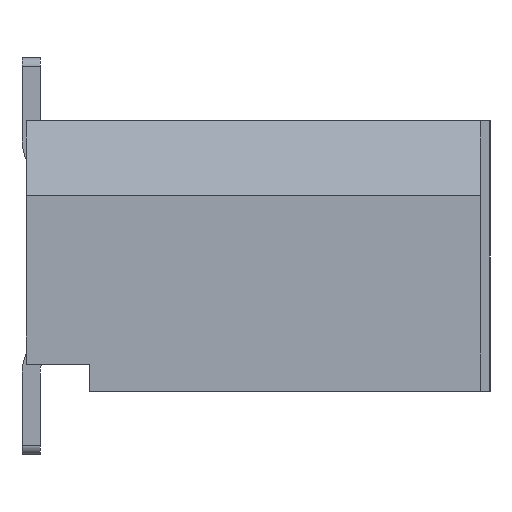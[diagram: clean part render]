
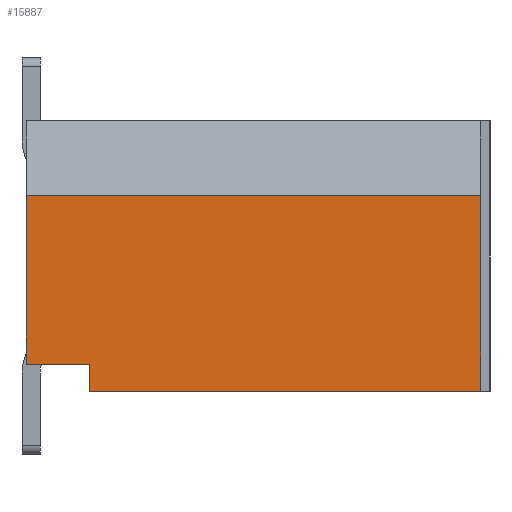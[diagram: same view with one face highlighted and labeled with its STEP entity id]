
A CAD part, left-side view. The second image highlights one B-rep face of the part: STEP entity #15887.
In plain terms, the highlighted planar face has unit normal (-1, 0, 0).
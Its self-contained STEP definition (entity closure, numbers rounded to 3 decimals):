
#2560=ORIENTED_EDGE('',*,*,#5372,.F.);
#2561=ORIENTED_EDGE('',*,*,#6599,.F.);
#2562=ORIENTED_EDGE('',*,*,#5134,.F.);
#2563=ORIENTED_EDGE('',*,*,#6600,.T.);
#2564=ORIENTED_EDGE('',*,*,#6601,.T.);
#2565=ORIENTED_EDGE('',*,*,#6591,.F.);
#5134=EDGE_CURVE('',#7493,#7494,#9069,.T.);
#5372=EDGE_CURVE('',#7727,#7728,#9307,.T.);
#6591=EDGE_CURVE('',#7728,#8567,#10468,.T.);
#6599=EDGE_CURVE('',#7494,#7727,#10476,.T.);
#6600=EDGE_CURVE('',#7493,#8571,#10477,.T.);
#6601=EDGE_CURVE('',#8571,#8567,#10478,.T.);
#7493=VERTEX_POINT('',#21479);
#7494=VERTEX_POINT('',#21480);
#7727=VERTEX_POINT('',#21951);
#7728=VERTEX_POINT('',#21953);
#8567=VERTEX_POINT('',#24247);
#8571=VERTEX_POINT('',#24263);
#9069=LINE('',#21478,#11296);
#9307=LINE('',#21952,#11534);
#10468=LINE('',#24246,#12695);
#10476=LINE('',#24261,#12703);
#10477=LINE('',#24262,#12704);
#10478=LINE('',#24264,#12705);
#11296=VECTOR('',#17406,1000.);
#11534=VECTOR('',#17646,1000.);
#12695=VECTOR('',#19395,1000.);
#12703=VECTOR('',#19409,1000.);
#12704=VECTOR('',#19410,1000.);
#12705=VECTOR('',#19411,1000.);
#13733=EDGE_LOOP('',(#2560,#2561,#2562,#2563,#2564,#2565));
#14474=FACE_BOUND('',#13733,.T.);
#15183=PLANE('',#16739);
#15887=ADVANCED_FACE('',(#14474),#15183,.F.);
#16739=AXIS2_PLACEMENT_3D('',#24260,#19407,#19408);
#17406=DIRECTION('',(0.,0.,-1.));
#17646=DIRECTION('',(0.,0.,1.));
#19395=DIRECTION('',(0.,1.,0.));
#19407=DIRECTION('',(1.,0.,0.));
#19408=DIRECTION('',(0.,0.,-1.));
#19409=DIRECTION('',(0.,1.,0.));
#19410=DIRECTION('',(0.,1.,0.));
#19411=DIRECTION('',(0.,0.,-1.));
#21478=CARTESIAN_POINT('',(-16.5,-2.525,0.672));
#21479=CARTESIAN_POINT('',(-16.5,-2.525,0.672));
#21480=CARTESIAN_POINT('',(-16.5,-2.525,-1.5));
#21951=CARTESIAN_POINT('',(-16.5,1.825,-1.5));
#21952=CARTESIAN_POINT('',(-16.5,1.825,-1.5));
#21953=CARTESIAN_POINT('',(-16.5,1.825,-1.2));
#24246=CARTESIAN_POINT('',(-16.5,1.825,-1.2));
#24247=CARTESIAN_POINT('',(-16.5,2.525,-1.2));
#24260=CARTESIAN_POINT('',(-16.5,-2.525,0.672));
#24261=CARTESIAN_POINT('',(-16.5,-2.525,-1.5));
#24262=CARTESIAN_POINT('',(-16.5,-2.525,0.672));
#24263=CARTESIAN_POINT('',(-16.5,2.525,0.672));
#24264=CARTESIAN_POINT('',(-16.5,2.525,0.672));
